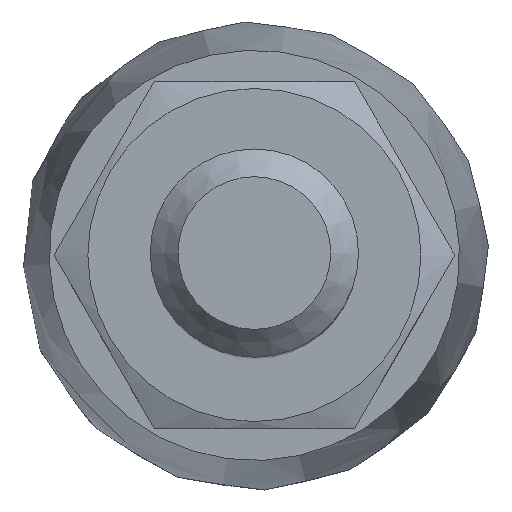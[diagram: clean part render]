
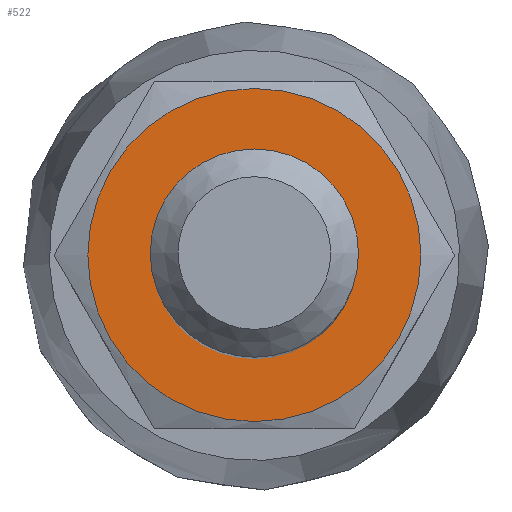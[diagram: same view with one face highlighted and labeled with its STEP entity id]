
A CAD part, top view. The second image highlights one B-rep face of the part: STEP entity #522.
In plain terms, the highlighted planar face has unit normal (0, 0, 1).
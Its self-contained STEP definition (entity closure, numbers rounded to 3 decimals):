
#59=FACE_BOUND('',#193,.T.);
#129=PLANE('',#673);
#158=FACE_OUTER_BOUND('',#192,.T.);
#192=EDGE_LOOP('',(#488,#489));
#193=EDGE_LOOP('',(#490,#491));
#220=CIRCLE('',#663,4.8);
#221=CIRCLE('',#664,4.8);
#222=CIRCLE('',#667,2.459);
#223=CIRCLE('',#668,2.459);
#272=VERTEX_POINT('',#1047);
#273=VERTEX_POINT('',#1048);
#276=VERTEX_POINT('',#1066);
#277=VERTEX_POINT('',#1067);
#338=EDGE_CURVE('',#272,#273,#220,.T.);
#339=EDGE_CURVE('',#273,#272,#221,.T.);
#345=EDGE_CURVE('',#276,#277,#222,.T.);
#346=EDGE_CURVE('',#277,#276,#223,.T.);
#488=ORIENTED_EDGE('',*,*,#338,.T.);
#489=ORIENTED_EDGE('',*,*,#339,.T.);
#490=ORIENTED_EDGE('',*,*,#345,.T.);
#491=ORIENTED_EDGE('',*,*,#346,.T.);
#522=ADVANCED_FACE('',(#158,#59),#129,.T.);
#663=AXIS2_PLACEMENT_3D('',#1049,#800,#801);
#664=AXIS2_PLACEMENT_3D('',#1050,#802,#803);
#667=AXIS2_PLACEMENT_3D('',#1068,#810,#811);
#668=AXIS2_PLACEMENT_3D('',#1069,#812,#813);
#673=AXIS2_PLACEMENT_3D('',#1077,#824,#825);
#800=DIRECTION('center_axis',(0.,0.,1.));
#801=DIRECTION('ref_axis',(0.,-1.,0.));
#802=DIRECTION('center_axis',(0.,0.,1.));
#803=DIRECTION('ref_axis',(0.,-1.,0.));
#810=DIRECTION('center_axis',(0.,0.,-1.));
#811=DIRECTION('ref_axis',(1.,0.,0.));
#812=DIRECTION('center_axis',(0.,0.,-1.));
#813=DIRECTION('ref_axis',(1.,0.,0.));
#824=DIRECTION('center_axis',(0.,0.,1.));
#825=DIRECTION('ref_axis',(1.,0.,0.));
#1047=CARTESIAN_POINT('',(0.,-4.8,1.5));
#1048=CARTESIAN_POINT('',(0.,4.8,1.5));
#1049=CARTESIAN_POINT('Origin',(0.,0.,1.5));
#1050=CARTESIAN_POINT('Origin',(0.,0.,1.5));
#1066=CARTESIAN_POINT('',(2.459,0.,1.5));
#1067=CARTESIAN_POINT('',(-2.459,0.,1.5));
#1068=CARTESIAN_POINT('Origin',(0.,0.,1.5));
#1069=CARTESIAN_POINT('Origin',(0.,0.,1.5));
#1077=CARTESIAN_POINT('Origin',(0.,0.,
1.5));
